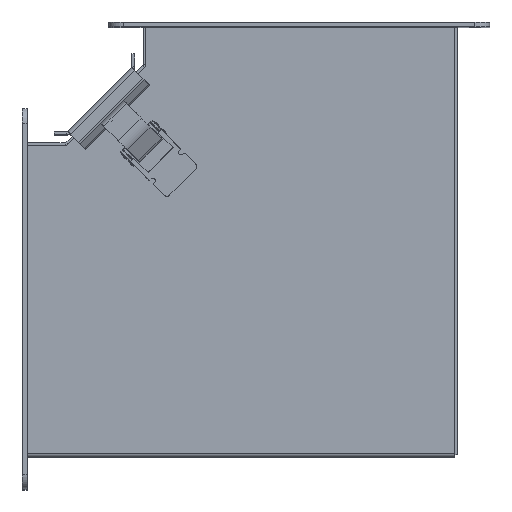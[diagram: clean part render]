
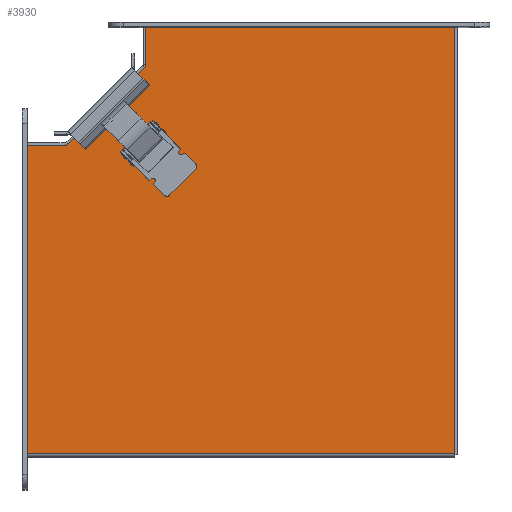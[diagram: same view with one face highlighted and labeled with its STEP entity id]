
A CAD part, top view. The second image highlights one B-rep face of the part: STEP entity #3930.
In plain terms, the highlighted face is planar.
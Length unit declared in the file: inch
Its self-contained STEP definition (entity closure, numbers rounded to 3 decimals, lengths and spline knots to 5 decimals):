
#171=PLANE('',#4177);
#327=FACE_OUTER_BOUND('',#559,.T.);
#559=EDGE_LOOP('',(#2685,#2686,#2687,#2688,#2689,#2690,#2691));
#981=LINE('',#5763,#1368);
#996=LINE('',#5799,#1383);
#999=LINE('',#5805,#1386);
#1000=LINE('',#5807,#1387);
#1001=LINE('',#5809,#1388);
#1002=LINE('',#5811,#1389);
#1003=LINE('',#5812,#1390);
#1368=VECTOR('',#4571,10.801);
#1383=VECTOR('',#4610,7.76975);
#1386=VECTOR('',#4615,10.76975);
#1387=VECTOR('',#4616,7.801);
#1388=VECTOR('',#4617,1.);
#1389=VECTOR('',#4618,2.82843);
#1390=VECTOR('',#4619,1.);
#1756=VERTEX_POINT('',#5760);
#1757=VERTEX_POINT('',#5762);
#1766=VERTEX_POINT('',#5798);
#1768=VERTEX_POINT('',#5804);
#1769=VERTEX_POINT('',#5806);
#1770=VERTEX_POINT('',#5808);
#1771=VERTEX_POINT('',#5810);
#2106=EDGE_CURVE('',#1757,#1756,#981,.T.);
#2124=EDGE_CURVE('',#1766,#1757,#996,.T.);
#2127=EDGE_CURVE('',#1756,#1768,#999,.T.);
#2128=EDGE_CURVE('',#1768,#1769,#1000,.T.);
#2129=EDGE_CURVE('',#1769,#1770,#1001,.T.);
#2130=EDGE_CURVE('',#1770,#1771,#1002,.T.);
#2131=EDGE_CURVE('',#1771,#1766,#1003,.T.);
#2685=ORIENTED_EDGE('',*,*,#2106,.T.);
#2686=ORIENTED_EDGE('',*,*,#2127,.T.);
#2687=ORIENTED_EDGE('',*,*,#2128,.T.);
#2688=ORIENTED_EDGE('',*,*,#2129,.T.);
#2689=ORIENTED_EDGE('',*,*,#2130,.T.);
#2690=ORIENTED_EDGE('',*,*,#2131,.T.);
#2691=ORIENTED_EDGE('',*,*,#2124,.T.);
#3930=ADVANCED_FACE('',(#327),#171,.F.);
#4177=AXIS2_PLACEMENT_3D('',#5803,#4613,#4614);
#4571=DIRECTION('',(0.,1.,0.));
#4610=DIRECTION('',(-1.,0.,0.));
#4613=DIRECTION('center_axis',(0.,0.,1.));
#4614=DIRECTION('ref_axis',(1.,0.,0.));
#4615=DIRECTION('',(1.,0.,0.));
#4616=DIRECTION('',(0.,-1.,0.));
#4617=DIRECTION('',(-1.,0.,0.));
#4618=DIRECTION('',(-0.707,-0.707,0.));
#4619=DIRECTION('',(0.,-1.,0.));
#5760=CARTESIAN_POINT('',(-4.8487,4.51316,0.));
#5762=CARTESIAN_POINT('',(-4.8487,-6.28784,0.));
#5763=CARTESIAN_POINT('',(-4.8487,-3.45739,0.));
#5798=CARTESIAN_POINT('',(2.92105,-6.28784,0.));
#5799=CARTESIAN_POINT('',(2.92105,-6.28784,0.));
#5803=CARTESIAN_POINT('Origin',(0.22212,-0.62694,0.));
#5804=CARTESIAN_POINT('',(5.92105,4.51316,0.));
#5805=CARTESIAN_POINT('',(-4.95395,4.51316,0.));
#5806=CARTESIAN_POINT('',(5.92105,-3.28784,0.));
#5807=CARTESIAN_POINT('',(5.92105,4.51316,0.));
#5808=CARTESIAN_POINT('',(4.92105,-3.28784,0.));
#5809=CARTESIAN_POINT('',(5.92105,-3.28784,0.));
#5810=CARTESIAN_POINT('',(2.92105,-5.28784,0.));
#5811=CARTESIAN_POINT('',(4.92105,-3.28784,0.));
#5812=CARTESIAN_POINT('',(2.92105,-5.28784,0.));
